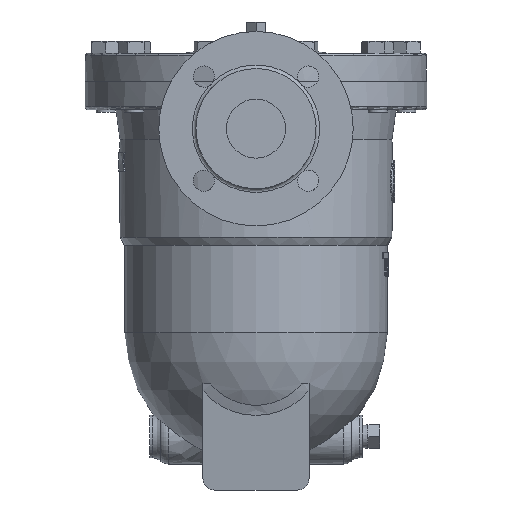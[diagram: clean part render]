
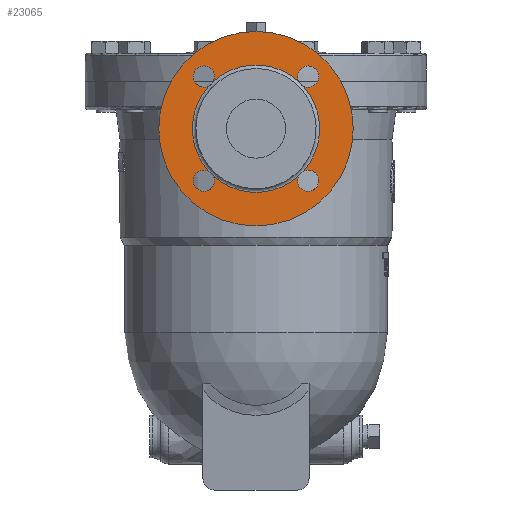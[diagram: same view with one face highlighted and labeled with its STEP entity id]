
A CAD part, left-side view. The second image highlights one B-rep face of the part: STEP entity #23065.
In plain terms, the highlighted planar face has unit normal (-1, 0, 0).
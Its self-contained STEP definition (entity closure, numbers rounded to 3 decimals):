
#22707=CARTESIAN_POINT('',(-192.,-40.078,-76.191));
#22708=VERTEX_POINT('',#22707);
#22709=CARTESIAN_POINT('',(-192.,-36.191,-80.078));
#22710=VERTEX_POINT('',#22709);
#22724=CARTESIAN_POINT('',(-192.,-44.194,-84.194));
#22725=DIRECTION('',(1.0,0.0,0.0));
#22726=DIRECTION('',(0.0,-1.0,0.0));
#22727=AXIS2_PLACEMENT_3D('',#22724,#22725,#22726);
#22728=CIRCLE('',#22727,9.0);
#22729=EDGE_CURVE('',#22708,#22710,#22728,.T.);
#22915=CARTESIAN_POINT('',(-192.,36.191,-80.078));
#22916=VERTEX_POINT('',#22915);
#22917=CARTESIAN_POINT('',(-192.,40.078,-76.191));
#22918=VERTEX_POINT('',#22917);
#22932=CARTESIAN_POINT('',(-192.,0.0,-40.));
#22933=DIRECTION('',(-1.0,0.0,0.0));
#22934=DIRECTION('',(0.0,0.0,-1.0));
#22935=AXIS2_PLACEMENT_3D('',#22932,#22933,#22934);
#22936=CIRCLE('',#22935,54.0);
#22937=EDGE_CURVE('',#22916,#22710,#22936,.T.);
#22940=CARTESIAN_POINT('',(-192.,-40.078,-3.809));
#22941=VERTEX_POINT('',#22940);
#22942=CARTESIAN_POINT('',(-192.,0.0,-40.));
#22943=DIRECTION('',(-1.0,0.0,0.0));
#22944=DIRECTION('',(0.0,0.0,-1.0));
#22945=AXIS2_PLACEMENT_3D('',#22942,#22943,#22944);
#22946=CIRCLE('',#22945,54.0);
#22947=EDGE_CURVE('',#22708,#22941,#22946,.T.);
#22949=CARTESIAN_POINT('',(-192.,-36.191,0.078));
#22950=VERTEX_POINT('',#22949);
#22964=CARTESIAN_POINT('',(-192.,36.191,0.078));
#22965=VERTEX_POINT('',#22964);
#22966=CARTESIAN_POINT('',(-192.,0.0,-40.));
#22967=DIRECTION('',(-1.0,0.0,0.0));
#22968=DIRECTION('',(0.0,0.0,-1.0));
#22969=AXIS2_PLACEMENT_3D('',#22966,#22967,#22968);
#22970=CIRCLE('',#22969,54.0);
#22971=EDGE_CURVE('',#22950,#22965,#22970,.T.);
#22973=CARTESIAN_POINT('',(-192.,40.078,-3.809));
#22974=VERTEX_POINT('',#22973);
#22988=CARTESIAN_POINT('',(-192.,0.0,-40.));
#22989=DIRECTION('',(-1.0,0.0,0.0));
#22990=DIRECTION('',(0.0,0.0,-1.0));
#22991=AXIS2_PLACEMENT_3D('',#22988,#22989,#22990);
#22992=CIRCLE('',#22991,54.0);
#22993=EDGE_CURVE('',#22974,#22918,#22992,.T.);
#23017=CARTESIAN_POINT('',(-192.,0.0,42.5));
#23018=VERTEX_POINT('',#23017);
#23019=CARTESIAN_POINT('',(-192.,0.0,-40.));
#23020=DIRECTION('',(-1.0,0.0,0.0));
#23021=DIRECTION('',(0.0,0.0,1.0));
#23022=AXIS2_PLACEMENT_3D('',#23019,#23020,#23021);
#23023=CIRCLE('',#23022,82.5);
#23024=EDGE_CURVE('',#23018,#23018,#23023,.T.);
#23029=CARTESIAN_POINT('',(-192.,0.0,26.75));
#23030=DIRECTION('',(-1.0,0.0,0.0));
#23031=DIRECTION('',(0.0,0.0,1.0));
#23032=AXIS2_PLACEMENT_3D('',#23029,#23030,#23031);
#23033=PLANE('',#23032);
#23034=ORIENTED_EDGE('',*,*,#23024,.T.);
#23035=EDGE_LOOP('',(#23034));
#23036=FACE_OUTER_BOUND('',#23035,.T.);
#23037=CARTESIAN_POINT('',(-192.,44.194,-84.194));
#23038=DIRECTION('',(1.0,0.0,0.0));
#23039=DIRECTION('',(0.0,0.0,-1.0));
#23040=AXIS2_PLACEMENT_3D('',#23037,#23038,#23039);
#23041=CIRCLE('',#23040,9.0);
#23042=EDGE_CURVE('',#22916,#22918,#23041,.T.);
#23043=ORIENTED_EDGE('',*,*,#23042,.T.);
#23044=ORIENTED_EDGE('',*,*,#22993,.F.);
#23045=CARTESIAN_POINT('',(-192.,44.194,4.194));
#23046=DIRECTION('',(1.0,0.0,0.0));
#23047=DIRECTION('',(0.0,1.0,0.0));
#23048=AXIS2_PLACEMENT_3D('',#23045,#23046,#23047);
#23049=CIRCLE('',#23048,9.0);
#23050=EDGE_CURVE('',#22974,#22965,#23049,.T.);
#23051=ORIENTED_EDGE('',*,*,#23050,.T.);
#23052=ORIENTED_EDGE('',*,*,#22971,.F.);
#23053=CARTESIAN_POINT('',(-192.,-44.194,4.194));
#23054=DIRECTION('',(1.0,0.0,0.0));
#23055=DIRECTION('',(0.0,0.0,1.0));
#23056=AXIS2_PLACEMENT_3D('',#23053,#23054,#23055);
#23057=CIRCLE('',#23056,9.0);
#23058=EDGE_CURVE('',#22950,#22941,#23057,.T.);
#23059=ORIENTED_EDGE('',*,*,#23058,.T.);
#23060=ORIENTED_EDGE('',*,*,#22947,.F.);
#23061=ORIENTED_EDGE('',*,*,#22729,.T.);
#23062=ORIENTED_EDGE('',*,*,#22937,.F.);
#23063=EDGE_LOOP('',(#23043,#23044,#23051,#23052,#23059,#23060,#23061,#23062));
#23064=FACE_BOUND('',#23063,.T.);
#23065=ADVANCED_FACE('',(#23036,#23064),#23033,.T.);
